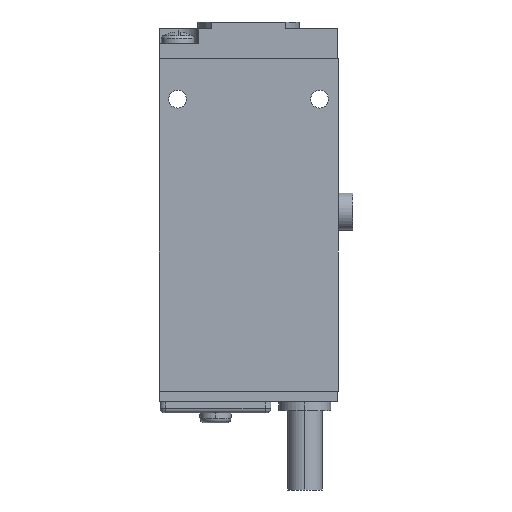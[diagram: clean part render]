
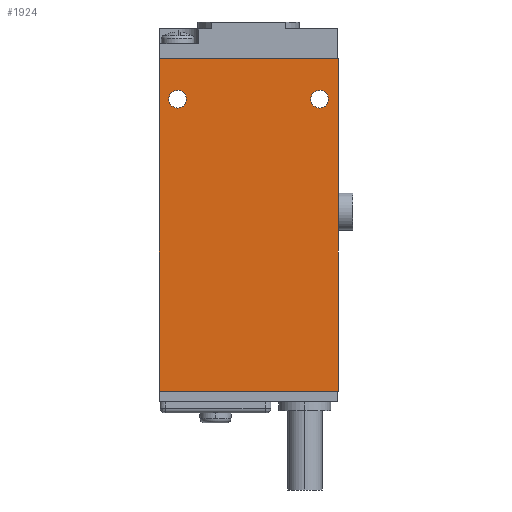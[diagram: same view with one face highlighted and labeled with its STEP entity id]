
A CAD part, left-side view. The second image highlights one B-rep face of the part: STEP entity #1924.
In plain terms, the highlighted planar face has unit normal (-1, 0, 0).
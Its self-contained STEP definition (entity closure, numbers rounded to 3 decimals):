
#1=DIRECTION('',(0.,0.,-1.));
#2=VECTOR('',#1,57.15);
#3=CARTESIAN_POINT('',(-6.096,0.,0.));
#4=LINE('',#3,#2);
#5=DIRECTION('',(0.,1.,0.));
#6=VECTOR('',#5,30.734);
#7=CARTESIAN_POINT('',(-6.096,0.,-57.15));
#8=LINE('',#7,#6);
#9=DIRECTION('',(0.,0.,1.));
#10=VECTOR('',#9,57.15);
#11=CARTESIAN_POINT('',(-6.096,30.734,-57.15));
#12=LINE('',#11,#10);
#13=DIRECTION('',(0.,-1.,0.));
#14=VECTOR('',#13,30.734);
#15=CARTESIAN_POINT('',(-6.096,30.734,0.));
#16=LINE('',#15,#14);
#17=CARTESIAN_POINT('',(-6.096,27.559,-6.985));
#18=DIRECTION('',(1.,0.,0.));
#19=DIRECTION('',(0.,0.,-1.));
#20=AXIS2_PLACEMENT_3D('',#17,#18,#19);
#22=CARTESIAN_POINT('',(-6.096,27.559,-6.985));
#23=DIRECTION('',(1.,0.,0.));
#24=DIRECTION('',(0.,0.,1.));
#25=AXIS2_PLACEMENT_3D('',#22,#23,#24);
#27=CARTESIAN_POINT('',(-6.096,3.175,-6.985));
#28=DIRECTION('',(1.,0.,0.));
#29=DIRECTION('',(0.,0.,-1.));
#30=AXIS2_PLACEMENT_3D('',#27,#28,#29);
#32=CARTESIAN_POINT('',(-6.096,3.175,-6.985));
#33=DIRECTION('',(1.,0.,0.));
#34=DIRECTION('',(0.,0.,1.));
#35=AXIS2_PLACEMENT_3D('',#32,#33,#34);
#1495=CARTESIAN_POINT('',(-6.096,0.,0.));
#1496=CARTESIAN_POINT('',(-6.096,0.,-57.15));
#1497=VERTEX_POINT('',#1495);
#1498=VERTEX_POINT('',#1496);
#1499=CARTESIAN_POINT('',(-6.096,30.734,-57.15));
#1500=VERTEX_POINT('',#1499);
#1501=CARTESIAN_POINT('',(-6.096,30.734,0.));
#1502=VERTEX_POINT('',#1501);
#1519=CARTESIAN_POINT('',(-6.096,27.559,-8.509));
#1520=CARTESIAN_POINT('',(-6.096,27.559,-5.461));
#1521=VERTEX_POINT('',#1519);
#1522=VERTEX_POINT('',#1520);
#1523=CARTESIAN_POINT('',(-6.096,3.175,-8.509));
#1524=CARTESIAN_POINT('',(-6.096,3.175,-5.461));
#1525=VERTEX_POINT('',#1523);
#1526=VERTEX_POINT('',#1524);
#1897=CARTESIAN_POINT('',(-6.096,0.,0.));
#1898=DIRECTION('',(1.,0.,0.));
#1899=DIRECTION('',(0.,0.,-1.));
#1900=AXIS2_PLACEMENT_3D('',#1897,#1898,#1899);
#1901=PLANE('',#1900);
#1903=ORIENTED_EDGE('',*,*,#1902,.T.);
#1905=ORIENTED_EDGE('',*,*,#1904,.T.);
#1907=ORIENTED_EDGE('',*,*,#1906,.T.);
#1909=ORIENTED_EDGE('',*,*,#1908,.T.);
#1910=EDGE_LOOP('',(#1903,#1905,#1907,#1909));
#1911=FACE_OUTER_BOUND('',#1910,.F.);
#1913=ORIENTED_EDGE('',*,*,#1912,.F.);
#1915=ORIENTED_EDGE('',*,*,#1914,.F.);
#1916=EDGE_LOOP('',(#1913,#1915));
#1917=FACE_BOUND('',#1916,.F.);
#1919=ORIENTED_EDGE('',*,*,#1918,.F.);
#1921=ORIENTED_EDGE('',*,*,#1920,.F.);
#1922=EDGE_LOOP('',(#1919,#1921));
#1923=FACE_BOUND('',#1922,.F.);
#1924=ADVANCED_FACE('',(#1911,#1917,#1923),#1901,.F.);
#21=CIRCLE('',#20,1.524);
#26=CIRCLE('',#25,1.524);
#31=CIRCLE('',#30,1.524);
#36=CIRCLE('',#35,1.524);
#1902=EDGE_CURVE('',#1497,#1498,#4,.T.);
#1904=EDGE_CURVE('',#1498,#1500,#8,.T.);
#1906=EDGE_CURVE('',#1500,#1502,#12,.T.);
#1908=EDGE_CURVE('',#1502,#1497,#16,.T.);
#1912=EDGE_CURVE('',#1521,#1522,#21,.T.);
#1914=EDGE_CURVE('',#1522,#1521,#26,.T.);
#1918=EDGE_CURVE('',#1525,#1526,#31,.T.);
#1920=EDGE_CURVE('',#1526,#1525,#36,.T.);
